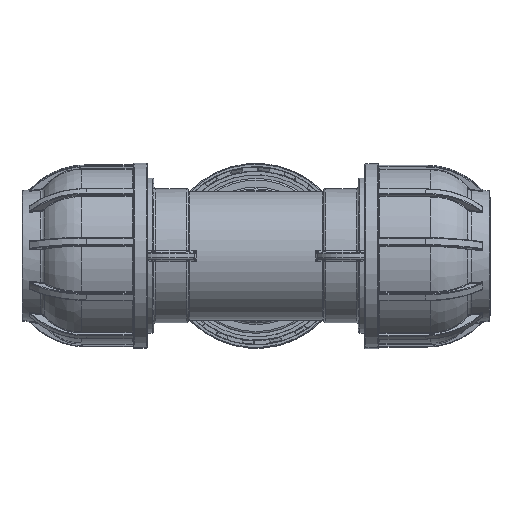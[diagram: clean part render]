
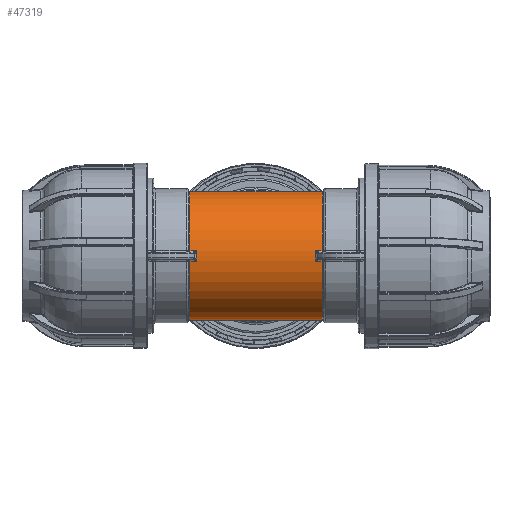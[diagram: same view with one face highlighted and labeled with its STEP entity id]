
A CAD part, front view. The second image highlights one B-rep face of the part: STEP entity #47319.
In plain terms, the highlighted cylindrical face has radius 36.5 mm (diameter 73 mm), a partial arc.
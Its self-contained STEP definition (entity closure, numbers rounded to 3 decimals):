
#630 = CARTESIAN_POINT ( 'NONE',  ( 0., 0., -36.5 ) ) ;
#631 = DIRECTION ( 'NONE',  ( 1., 0., 0. ) ) ;
#636 = CARTESIAN_POINT ( 'NONE',  ( -37.5, 0., 0. ) ) ;
#637 = DIRECTION ( 'NONE',  ( 1., 0., 0. ) ) ;
#638 = DIRECTION ( 'NONE',  ( 0., 0., -1. ) ) ;
#649 = CARTESIAN_POINT ( 'NONE',  ( 0., 0., -36.5 ) ) ;
#650 = DIRECTION ( 'NONE',  ( 1., 0., 0. ) ) ;
#651 = CARTESIAN_POINT ( 'NONE',  ( 37.5, 0., 0. ) ) ;
#652 = DIRECTION ( 'NONE',  ( -1., 0., 0. ) ) ;
#653 = DIRECTION ( 'NONE',  ( 0., 0., 1. ) ) ;
#656 = CARTESIAN_POINT ( 'NONE',  ( 0., -36.375, -3.017 ) ) ;
#657 = DIRECTION ( 'NONE',  ( -1., 0., 0. ) ) ;
#658 = CARTESIAN_POINT ( 'NONE',  ( 33.767, -36.375, -3.017 ) ) ;
#659 = CARTESIAN_POINT ( 'NONE',  ( 33.862, -36.542, -1.01 ) ) ;
#660 = CARTESIAN_POINT ( 'NONE',  ( 33.862, -36.542, 1.01 ) ) ;
#661 = CARTESIAN_POINT ( 'NONE',  ( 33.767, -36.375, 3.017 ) ) ;
#669 = CARTESIAN_POINT ( 'NONE',  ( 0., -36.375, 3.017 ) ) ;
#670 = DIRECTION ( 'NONE',  ( 1., 0., 0. ) ) ;
#671 = CARTESIAN_POINT ( 'NONE',  ( 37.5, 0., 0. ) ) ;
#672 = DIRECTION ( 'NONE',  ( -1., 0., 0. ) ) ;
#673 = DIRECTION ( 'NONE',  ( 0., 0., 1. ) ) ;
#674 = CARTESIAN_POINT ( 'NONE',  ( 0., 0., 36.5 ) ) ;
#675 = DIRECTION ( 'NONE',  ( 1., 0., 0. ) ) ;
#682 = CARTESIAN_POINT ( 'NONE',  ( 0., 0., 36.5 ) ) ;
#683 = DIRECTION ( 'NONE',  ( 1., 0., 0. ) ) ;
#688 = CARTESIAN_POINT ( 'NONE',  ( -37.5, 0., 0. ) ) ;
#689 = DIRECTION ( 'NONE',  ( 1., 0., 0. ) ) ;
#690 = DIRECTION ( 'NONE',  ( 0., 0., -1. ) ) ;
#694 = CARTESIAN_POINT ( 'NONE',  ( 0., -36.375, 3.017 ) ) ;
#695 = DIRECTION ( 'NONE',  ( 1., 0., 0. ) ) ;
#700 = CARTESIAN_POINT ( 'NONE',  ( -33.767, -36.375, 3.017 ) ) ;
#701 = CARTESIAN_POINT ( 'NONE',  ( -33.862, -36.542, 1.01 ) ) ;
#702 = CARTESIAN_POINT ( 'NONE',  ( -33.862, -36.542, -1.01 ) ) ;
#703 = CARTESIAN_POINT ( 'NONE',  ( -33.767, -36.375, -3.017 ) ) ;
#712 = CARTESIAN_POINT ( 'NONE',  ( 0., -36.375, -3.017 ) ) ;
#713 = DIRECTION ( 'NONE',  ( -1., 0., 0. ) ) ;
#21976 = VERTEX_POINT ( 'NONE', #57237 ) ;
#21977 = VERTEX_POINT ( 'NONE', #57238 ) ;
#21978 = VERTEX_POINT ( 'NONE', #57239 ) ;
#21979 = VERTEX_POINT ( 'NONE', #57240 ) ;
#21980 = VERTEX_POINT ( 'NONE', #57241 ) ;
#21981 = VERTEX_POINT ( 'NONE', #57242 ) ;
#21982 = VERTEX_POINT ( 'NONE', #57243 ) ;
#21983 = VERTEX_POINT ( 'NONE', #57244 ) ;
#21984 = VERTEX_POINT ( 'NONE', #57245 ) ;
#21985 = VERTEX_POINT ( 'NONE', #57246 ) ;
#21986 = VERTEX_POINT ( 'NONE', #57247 ) ;
#21987 = VERTEX_POINT ( 'NONE', #57248 ) ;
#21988 = VERTEX_POINT ( 'NONE', #57249 ) ;
#21989 = VERTEX_POINT ( 'NONE', #57250 ) ;
#24929 = EDGE_LOOP ( 'NONE', ( #25446, #25452, #25449, #25453, #25459, #25461, #25465, #25468, #25470, #25474, #25477, #25480, #25483, #25486 ) ) ;
#25446 = ORIENTED_EDGE ( 'NONE', *, *, #47993, .T. ) ;
#25449 = ORIENTED_EDGE ( 'NONE', *, *, #47997, .T. ) ;
#25452 = ORIENTED_EDGE ( 'NONE', *, *, #47990, .T. ) ;
#25453 = ORIENTED_EDGE ( 'NONE', *, *, #47998, .T. ) ;
#25459 = ORIENTED_EDGE ( 'NONE', *, *, #48001, .T. ) ;
#25461 = ORIENTED_EDGE ( 'NONE', *, *, #48002, .T. ) ;
#25465 = ORIENTED_EDGE ( 'NONE', *, *, #48006, .T. ) ;
#25468 = ORIENTED_EDGE ( 'NONE', *, *, #48007, .T. ) ;
#25470 = ORIENTED_EDGE ( 'NONE', *, *, #48008, .F. ) ;
#25474 = ORIENTED_EDGE ( 'NONE', *, *, #48011, .F. ) ;
#25477 = ORIENTED_EDGE ( 'NONE', *, *, #48014, .T. ) ;
#25480 = ORIENTED_EDGE ( 'NONE', *, *, #48016, .T. ) ;
#25483 = ORIENTED_EDGE ( 'NONE', *, *, #48019, .T. ) ;
#25486 = ORIENTED_EDGE ( 'NONE', *, *, #48023, .T. ) ;
#47319 = ADVANCED_FACE ( 'NONE', ( #68934 ), #68910, .T. ) ;
#47990 = EDGE_CURVE ( 'NONE', #21987, #21988, #69122, .T. ) ;
#47993 = EDGE_CURVE ( 'NONE', #21989, #21987, #76890, .T. ) ;
#47997 = EDGE_CURVE ( 'NONE', #21988, #21986, #69123, .T. ) ;
#47998 = EDGE_CURVE ( 'NONE', #21986, #21985, #76898, .T. ) ;
#48001 = EDGE_CURVE ( 'NONE', #21985, #21984, #69125, .T. ) ;
#48002 = EDGE_CURVE ( 'NONE', #21984, #21983, #70616, .T. ) ;
#48006 = EDGE_CURVE ( 'NONE', #21983, #21982, #69126, .T. ) ;
#48007 = EDGE_CURVE ( 'NONE', #21982, #21981, #76905, .T. ) ;
#48008 = EDGE_CURVE ( 'NONE', #21980, #21981, #69127, .T. ) ;
#48011 = EDGE_CURVE ( 'NONE', #21979, #21980, #69128, .T. ) ;
#48014 = EDGE_CURVE ( 'NONE', #21979, #21978, #76904, .T. ) ;
#48016 = EDGE_CURVE ( 'NONE', #21978, #21977, #69129, .T. ) ;
#48019 = EDGE_CURVE ( 'NONE', #21977, #21976, #70618, .T. ) ;
#48023 = EDGE_CURVE ( 'NONE', #21976, #21989, #69131, .T. ) ;
#57237 = CARTESIAN_POINT ( 'NONE',  ( -33.767, -36.375, -3.017 ) ) ;
#57238 = CARTESIAN_POINT ( 'NONE',  ( -33.767, -36.375, 3.017 ) ) ;
#57239 = CARTESIAN_POINT ( 'NONE',  ( -37.5, -36.375, 3.017 ) ) ;
#57240 = CARTESIAN_POINT ( 'NONE',  ( -37.5, 0., 36.5 ) ) ;
#57241 = CARTESIAN_POINT ( 'NONE',  ( 0., 0., 36.5 ) ) ;
#57242 = CARTESIAN_POINT ( 'NONE',  ( 37.5, 0., 36.5 ) ) ;
#57243 = CARTESIAN_POINT ( 'NONE',  ( 37.5, -36.375, 3.017 ) ) ;
#57244 = CARTESIAN_POINT ( 'NONE',  ( 33.767, -36.375, 3.017 ) ) ;
#57245 = CARTESIAN_POINT ( 'NONE',  ( 33.767, -36.375, -3.017 ) ) ;
#57246 = CARTESIAN_POINT ( 'NONE',  ( 37.5, -36.375, -3.017 ) ) ;
#57247 = CARTESIAN_POINT ( 'NONE',  ( 37.5, 0., -36.5 ) ) ;
#57248 = CARTESIAN_POINT ( 'NONE',  ( -37.5, 0., -36.5 ) ) ;
#57249 = CARTESIAN_POINT ( 'NONE',  ( 0., 0., -36.5 ) ) ;
#57250 = CARTESIAN_POINT ( 'NONE',  ( -37.5, -36.375, -3.017 ) ) ;
#68910 = CYLINDRICAL_SURFACE ( 'NONE', #76561, 36.5 ) ;
#68934 = FACE_OUTER_BOUND ( 'NONE', #24929, .T. ) ;
#69122 = LINE ( 'NONE', #630, #76896 ) ;
#69123 = LINE ( 'NONE', #649, #76899 ) ;
#69125 = LINE ( 'NONE', #656, #76902 ) ;
#69126 = LINE ( 'NONE', #669, #76906 ) ;
#69127 = LINE ( 'NONE', #674, #76908 ) ;
#69128 = LINE ( 'NONE', #682, #76910 ) ;
#69129 = LINE ( 'NONE', #694, #76914 ) ;
#69131 = LINE ( 'NONE', #712, #76916 ) ;
#70616 = B_SPLINE_CURVE_WITH_KNOTS ( 'NONE', 3,
 ( #658, #659, #660, #661 ),
 .UNSPECIFIED., .F., .F.,
 ( 4, 4 ),
 ( 0., 0.006 ),
 .UNSPECIFIED. ) ;
#70618 = B_SPLINE_CURVE_WITH_KNOTS ( 'NONE', 3,
 ( #700, #701, #702, #703 ),
 .UNSPECIFIED., .F., .F.,
 ( 4, 4 ),
 ( 0., 0.006 ),
 .UNSPECIFIED. ) ;
#76561 = AXIS2_PLACEMENT_3D ( 'NONE', #77810, #77811, #77812 ) ;
#76890 = CIRCLE ( 'NONE', #76897, 36.5 ) ;
#76896 = VECTOR ( 'NONE', #631, 1000. ) ;
#76897 = AXIS2_PLACEMENT_3D ( 'NONE', #636, #637, #638 ) ;
#76898 = CIRCLE ( 'NONE', #76900, 36.5 ) ;
#76899 = VECTOR ( 'NONE', #650, 1000. ) ;
#76900 = AXIS2_PLACEMENT_3D ( 'NONE', #651, #652, #653 ) ;
#76902 = VECTOR ( 'NONE', #657, 1000. ) ;
#76904 = CIRCLE ( 'NONE', #76912, 36.5 ) ;
#76905 = CIRCLE ( 'NONE', #76907, 36.5 ) ;
#76906 = VECTOR ( 'NONE', #670, 1000. ) ;
#76907 = AXIS2_PLACEMENT_3D ( 'NONE', #671, #672, #673 ) ;
#76908 = VECTOR ( 'NONE', #675, 1000. ) ;
#76910 = VECTOR ( 'NONE', #683, 1000. ) ;
#76912 = AXIS2_PLACEMENT_3D ( 'NONE', #688, #689, #690 ) ;
#76914 = VECTOR ( 'NONE', #695, 1000. ) ;
#76916 = VECTOR ( 'NONE', #713, 1000. ) ;
#77810 = CARTESIAN_POINT ( 'NONE',  ( 0., 0., 0. ) ) ;
#77811 = DIRECTION ( 'NONE',  ( 1., 0., 0. ) ) ;
#77812 = DIRECTION ( 'NONE',  ( 0., 0., 1. ) ) ;
